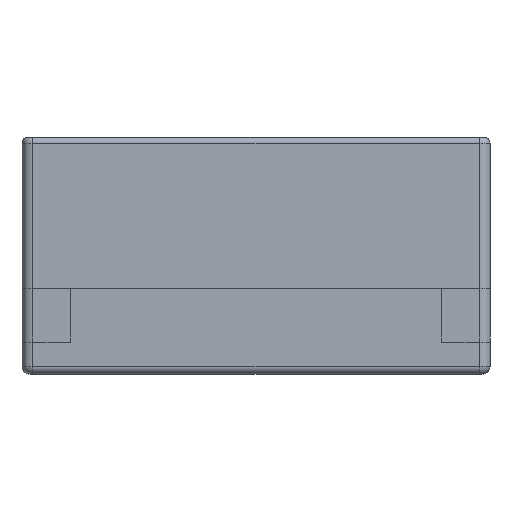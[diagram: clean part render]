
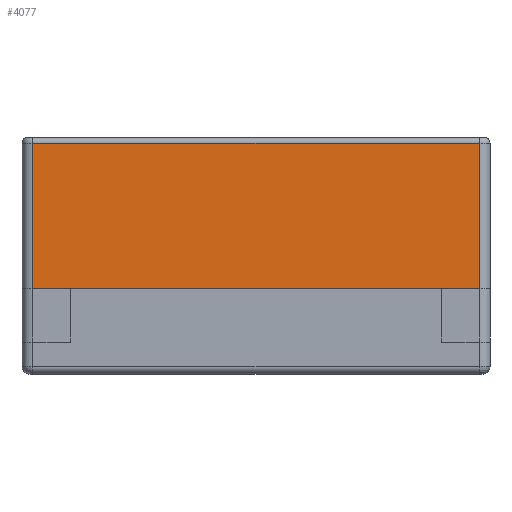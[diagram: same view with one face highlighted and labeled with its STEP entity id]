
A CAD part, front view. The second image highlights one B-rep face of the part: STEP entity #4077.
In plain terms, the highlighted planar face has unit normal (0, -1, 0).
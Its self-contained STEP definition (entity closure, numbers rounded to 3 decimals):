
#1383 = PLANE('',#1384);
#1384 = AXIS2_PLACEMENT_3D('',#1385,#1386,#1387);
#1385 = CARTESIAN_POINT('',(0.,0.,8.));
#1386 = DIRECTION('',(0.,0.,1.));
#1387 = DIRECTION('',(1.,0.,0.));
#2142 = CYLINDRICAL_SURFACE('',#2143,1.);
#2143 = AXIS2_PLACEMENT_3D('',#2144,#2145,#2146);
#2144 = CARTESIAN_POINT('',(20.75,-25.75,8.));
#2145 = DIRECTION('',(0.,0.,1.));
#2146 = DIRECTION('',(1.,0.,0.));
#2990 = VERTEX_POINT('',#2991);
#2991 = CARTESIAN_POINT('',(-20.75,-26.75,8.));
#3010 = CYLINDRICAL_SURFACE('',#3011,1.);
#3011 = AXIS2_PLACEMENT_3D('',#3012,#3013,#3014);
#3012 = CARTESIAN_POINT('',(-20.75,-25.75,8.));
#3013 = DIRECTION('',(0.,0.,1.));
#3014 = DIRECTION('',(0.,-1.,0.));
#3022 = EDGE_CURVE('',#2990,#3023,#3025,.T.);
#3023 = VERTEX_POINT('',#3024);
#3024 = CARTESIAN_POINT('',(20.75,-26.75,8.));
#3025 = SURFACE_CURVE('',#3026,(#3030,#3037),.PCURVE_S1.);
#3026 = LINE('',#3027,#3028);
#3027 = CARTESIAN_POINT('',(-21.75,-26.75,8.));
#3028 = VECTOR('',#3029,1.);
#3029 = DIRECTION('',(1.,0.,0.));
#3030 = PCURVE('',#1383,#3031);
#3031 = DEFINITIONAL_REPRESENTATION('',(#3032),#3036);
#3032 = LINE('',#3033,#3034);
#3033 = CARTESIAN_POINT('',(-21.75,-26.75));
#3034 = VECTOR('',#3035,1.);
#3035 = DIRECTION('',(1.,0.));
#3036 = ( GEOMETRIC_REPRESENTATION_CONTEXT(2) 
PARAMETRIC_REPRESENTATION_CONTEXT() REPRESENTATION_CONTEXT('2D SPACE',''
  ) );
#3037 = PCURVE('',#3038,#3043);
#3038 = PLANE('',#3039);
#3039 = AXIS2_PLACEMENT_3D('',#3040,#3041,#3042);
#3040 = CARTESIAN_POINT('',(21.75,-26.75,6.));
#3041 = DIRECTION('',(0.,-1.,0.));
#3042 = DIRECTION('',(-1.,0.,0.));
#3043 = DEFINITIONAL_REPRESENTATION('',(#3044),#3048);
#3044 = LINE('',#3045,#3046);
#3045 = CARTESIAN_POINT('',(43.5,-2.));
#3046 = VECTOR('',#3047,1.);
#3047 = DIRECTION('',(-1.,-0.));
#3048 = ( GEOMETRIC_REPRESENTATION_CONTEXT(2) 
PARAMETRIC_REPRESENTATION_CONTEXT() REPRESENTATION_CONTEXT('2D SPACE',''
  ) );
#3665 = VERTEX_POINT('',#3666);
#3666 = CARTESIAN_POINT('',(20.75,-26.75,21.5));
#3688 = EDGE_CURVE('',#3023,#3665,#3689,.T.);
#3689 = SURFACE_CURVE('',#3690,(#3694,#3701),.PCURVE_S1.);
#3690 = LINE('',#3691,#3692);
#3691 = CARTESIAN_POINT('',(20.75,-26.75,8.));
#3692 = VECTOR('',#3693,1.);
#3693 = DIRECTION('',(0.,0.,1.));
#3694 = PCURVE('',#2142,#3695);
#3695 = DEFINITIONAL_REPRESENTATION('',(#3696),#3700);
#3696 = LINE('',#3697,#3698);
#3697 = CARTESIAN_POINT('',(4.712,0.));
#3698 = VECTOR('',#3699,1.);
#3699 = DIRECTION('',(-0.,1.));
#3700 = ( GEOMETRIC_REPRESENTATION_CONTEXT(2) 
PARAMETRIC_REPRESENTATION_CONTEXT() REPRESENTATION_CONTEXT('2D SPACE',''
  ) );
#3701 = PCURVE('',#3038,#3702);
#3702 = DEFINITIONAL_REPRESENTATION('',(#3703),#3707);
#3703 = LINE('',#3704,#3705);
#3704 = CARTESIAN_POINT('',(1.,-2.));
#3705 = VECTOR('',#3706,1.);
#3706 = DIRECTION('',(0.,-1.));
#3707 = ( GEOMETRIC_REPRESENTATION_CONTEXT(2) 
PARAMETRIC_REPRESENTATION_CONTEXT() REPRESENTATION_CONTEXT('2D SPACE',''
  ) );
#4077 = ADVANCED_FACE('',(#4078),#3038,.T.);
#4078 = FACE_BOUND('',#4079,.T.);
#4079 = EDGE_LOOP('',(#4080,#4103,#4104,#4105));
#4080 = ORIENTED_EDGE('',*,*,#4081,.F.);
#4081 = EDGE_CURVE('',#2990,#4082,#4084,.T.);
#4082 = VERTEX_POINT('',#4083);
#4083 = CARTESIAN_POINT('',(-20.75,-26.75,21.5));
#4084 = SURFACE_CURVE('',#4085,(#4089,#4096),.PCURVE_S1.);
#4085 = LINE('',#4086,#4087);
#4086 = CARTESIAN_POINT('',(-20.75,-26.75,8.));
#4087 = VECTOR('',#4088,1.);
#4088 = DIRECTION('',(0.,0.,1.));
#4089 = PCURVE('',#3038,#4090);
#4090 = DEFINITIONAL_REPRESENTATION('',(#4091),#4095);
#4091 = LINE('',#4092,#4093);
#4092 = CARTESIAN_POINT('',(42.5,-2.));
#4093 = VECTOR('',#4094,1.);
#4094 = DIRECTION('',(0.,-1.));
#4095 = ( GEOMETRIC_REPRESENTATION_CONTEXT(2) 
PARAMETRIC_REPRESENTATION_CONTEXT() REPRESENTATION_CONTEXT('2D SPACE',''
  ) );
#4096 = PCURVE('',#3010,#4097);
#4097 = DEFINITIONAL_REPRESENTATION('',(#4098),#4102);
#4098 = LINE('',#4099,#4100);
#4099 = CARTESIAN_POINT('',(6.283,0.));
#4100 = VECTOR('',#4101,1.);
#4101 = DIRECTION('',(-0.,1.));
#4102 = ( GEOMETRIC_REPRESENTATION_CONTEXT(2) 
PARAMETRIC_REPRESENTATION_CONTEXT() REPRESENTATION_CONTEXT('2D SPACE',''
  ) );
#4103 = ORIENTED_EDGE('',*,*,#3022,.T.);
#4104 = ORIENTED_EDGE('',*,*,#3688,.T.);
#4105 = ORIENTED_EDGE('',*,*,#4106,.T.);
#4106 = EDGE_CURVE('',#3665,#4082,#4107,.T.);
#4107 = SURFACE_CURVE('',#4108,(#4112,#4119),.PCURVE_S1.);
#4108 = LINE('',#4109,#4110);
#4109 = CARTESIAN_POINT('',(20.75,-26.75,21.5));
#4110 = VECTOR('',#4111,1.);
#4111 = DIRECTION('',(-1.,0.,0.));
#4112 = PCURVE('',#3038,#4113);
#4113 = DEFINITIONAL_REPRESENTATION('',(#4114),#4118);
#4114 = LINE('',#4115,#4116);
#4115 = CARTESIAN_POINT('',(1.,-15.5));
#4116 = VECTOR('',#4117,1.);
#4117 = DIRECTION('',(1.,0.));
#4118 = ( GEOMETRIC_REPRESENTATION_CONTEXT(2) 
PARAMETRIC_REPRESENTATION_CONTEXT() REPRESENTATION_CONTEXT('2D SPACE',''
  ) );
#4119 = PCURVE('',#4120,#4125);
#4120 = CYLINDRICAL_SURFACE('',#4121,0.5);
#4121 = AXIS2_PLACEMENT_3D('',#4122,#4123,#4124);
#4122 = CARTESIAN_POINT('',(20.75,-26.25,21.5));
#4123 = DIRECTION('',(-1.,0.,0.));
#4124 = DIRECTION('',(0.,-1.,0.));
#4125 = DEFINITIONAL_REPRESENTATION('',(#4126),#4130);
#4126 = LINE('',#4127,#4128);
#4127 = CARTESIAN_POINT('',(0.,0.));
#4128 = VECTOR('',#4129,1.);
#4129 = DIRECTION('',(0.,1.));
#4130 = ( GEOMETRIC_REPRESENTATION_CONTEXT(2) 
PARAMETRIC_REPRESENTATION_CONTEXT() REPRESENTATION_CONTEXT('2D SPACE',''
  ) );
